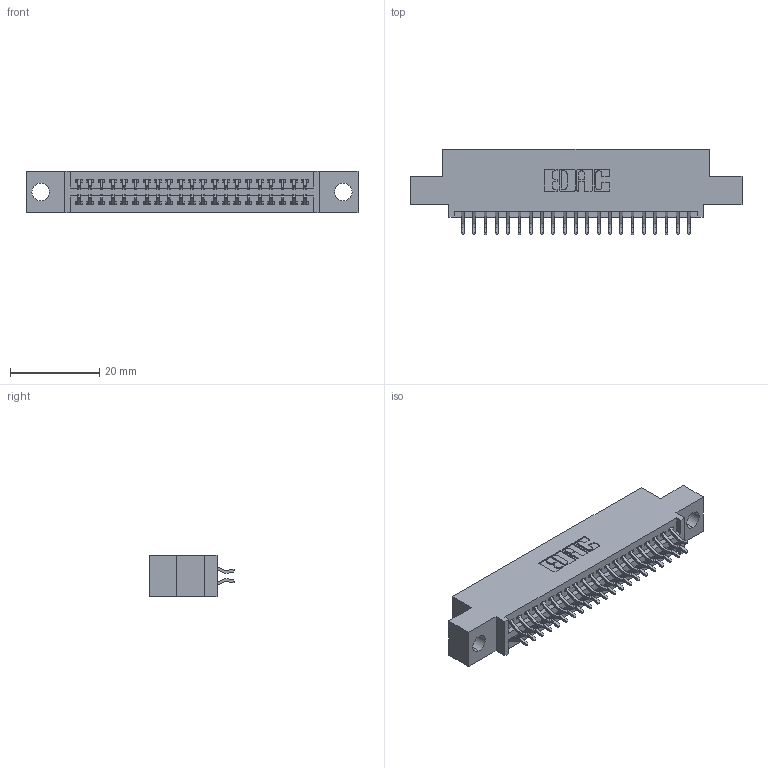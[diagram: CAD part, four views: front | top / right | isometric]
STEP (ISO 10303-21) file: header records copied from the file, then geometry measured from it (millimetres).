
FILE_DESCRIPTION (( 'STEP AP203' ), '1' );
FILE_NAME ('345-042-556-504.STEP', '2021-05-20T01:41:06', ( '' ), ( '' ), 'SwSTEP 2.0', 'SolidWorks 2020', '' );
FILE_SCHEMA (( 'CONFIG_CONTROL_DESIGN' ));
Length unit declared in the file: inch
Products named in the file (3): 345-042-556-504; 345 Part_0.110 Offset - 0.156 Dia-TI; 345-292-001_556 Tail
Assembly tree (43 placements, depth 2):
  345-042-556-504
    345 Part_0.110 Offset - 0.156 Dia-TI
    345-292-001_556 Tail  x42
Bounding box: 74.55 x 19.24 x 9.4 mm (x, y, z)
Volume: 6865.9 mm3; surface area: 9649.8 mm2
Topology: 43 solids, 43 shells, 2496 faces, 7403 edges, 4878 vertices
Faces by surface type: plane 1652, cylinder 844
Entity records: 20075 total; most frequent: CARTESIAN_POINT 3406, ORIENTED_EDGE 3326, DIRECTION 3015, EDGE_CURVE 1663, LINE 1439, VECTOR 1439, VERTEX_POINT 1106, AXIS2_PLACEMENT_3D 788
